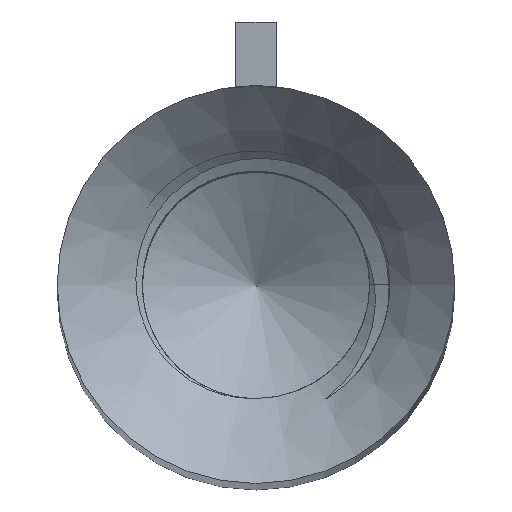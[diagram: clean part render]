
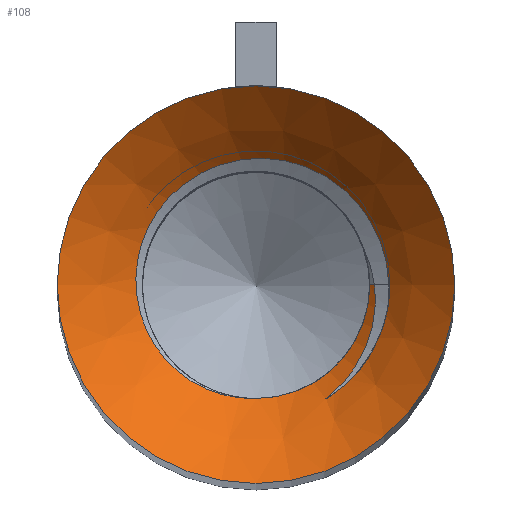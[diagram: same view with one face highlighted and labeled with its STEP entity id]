
A CAD part, top view. The second image highlights one B-rep face of the part: STEP entity #108.
In plain terms, the highlighted conical face has half-angle 45 degrees and reference radius 6.7 mm.
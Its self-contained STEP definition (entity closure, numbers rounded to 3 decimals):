
#46 = VERTEX_POINT('',#47);
#47 = CARTESIAN_POINT('',(4.9,0.,94.2));
#61 = EDGE_CURVE('',#46,#46,#62,.T.);
#62 = CIRCLE('',#63,4.9);
#63 = AXIS2_PLACEMENT_3D('',#64,#65,#66);
#64 = CARTESIAN_POINT('',(0.,0.,94.2));
#65 = DIRECTION('',(0.,0.,-1.));
#66 = DIRECTION('',(0.,1.,0.));
#108 = ADVANCED_FACE('',(#109),#229,.F.);
#109 = FACE_BOUND('',#110,.T.);
#110 = EDGE_LOOP('',(#111,#112,#120,#130,#149,#166,#174,#183,#228));
#111 = ORIENTED_EDGE('',*,*,#61,.F.);
#112 = ORIENTED_EDGE('',*,*,#113,.T.);
#113 = EDGE_CURVE('',#46,#114,#116,.T.);
#114 = VERTEX_POINT('',#115);
#115 = CARTESIAN_POINT('',(3.276,0.,
    92.576));
#116 = LINE('',#117,#118);
#117 = CARTESIAN_POINT('',(6.7,0.,96.));
#118 = VECTOR('',#119,1.);
#119 = DIRECTION('',(-0.707,0.,-0.707));
#120 = ORIENTED_EDGE('',*,*,#121,.T.);
#121 = EDGE_CURVE('',#114,#122,#124,.T.);
#122 = VERTEX_POINT('',#123);
#123 = CARTESIAN_POINT('',(3.209,-0.771,92.6
    ));
#124 = B_SPLINE_CURVE_WITH_KNOTS('',4,(#125,#126,#127,#128,#129),
  .UNSPECIFIED.,.F.,.F.,(5,5),(0.,1.),.PIECEWISE_BEZIER_KNOTS.);
#125 = CARTESIAN_POINT('',(3.276,0.,
    92.576));
#126 = CARTESIAN_POINT('',(3.282,-0.194,92.582
    ));
#127 = CARTESIAN_POINT('',(3.273,-0.388,92.588)
  );
#128 = CARTESIAN_POINT('',(3.248,-0.581,
    92.594));
#129 = CARTESIAN_POINT('',(3.209,-0.771,
    92.6));
#130 = ORIENTED_EDGE('',*,*,#131,.T.);
#131 = EDGE_CURVE('',#122,#132,#134,.T.);
#132 = VERTEX_POINT('',#133);
#133 = CARTESIAN_POINT('',(1.724,-2.814,92.6
    ));
#134 = B_SPLINE_CURVE_WITH_KNOTS('',5,(#135,#136,#137,#138,#139,#140,
    #141,#142,#143,#144,#145,#146,#147,#148),.UNSPECIFIED.,.F.,.F.,(6,4,
    4,6),(0.,0.201,0.6,1.),.UNSPECIFIED.);
#135 = CARTESIAN_POINT('',(3.209,-0.771,92.6
    ));
#136 = CARTESIAN_POINT('',(3.184,-0.872,
    92.6));
#137 = CARTESIAN_POINT('',(3.156,-0.972,92.6
    ));
#138 = CARTESIAN_POINT('',(3.124,-1.072,92.6
    ));
#139 = CARTESIAN_POINT('',(3.088,-1.169,
    92.6));
#140 = CARTESIAN_POINT('',(2.968,-1.457,
    92.6));
#141 = CARTESIAN_POINT('',(2.874,-1.641,
    92.6));
#142 = CARTESIAN_POINT('',(2.766,-1.818,
    92.6));
#143 = CARTESIAN_POINT('',(2.644,-1.986,
    92.6));
#144 = CARTESIAN_POINT('',(2.375,-2.301,
    92.6));
#145 = CARTESIAN_POINT('',(2.227,-2.448,
    92.6));
#146 = CARTESIAN_POINT('',(2.069,-2.583,
    92.6));
#147 = CARTESIAN_POINT('',(1.901,-2.705,
    92.6));
#148 = CARTESIAN_POINT('',(1.724,-2.814,92.6
    ));
#149 = ORIENTED_EDGE('',*,*,#150,.T.);
#150 = EDGE_CURVE('',#132,#151,#153,.T.);
#151 = VERTEX_POINT('',#152);
#152 = CARTESIAN_POINT('',(2.916,0.,
    92.216));
#153 = B_SPLINE_CURVE_WITH_KNOTS('',6,(#154,#155,#156,#157,#158,#159,
    #160,#161,#162,#163,#164,#165),.UNSPECIFIED.,.F.,.F.,(7,5,7),(0.,
    0.523,1.),.UNSPECIFIED.);
#154 = CARTESIAN_POINT('',(1.724,-2.814,92.6
    ));
#155 = CARTESIAN_POINT('',(1.946,-2.64,
    92.568));
#156 = CARTESIAN_POINT('',(2.15,-2.444,
    92.536));
#157 = CARTESIAN_POINT('',(2.332,-2.227,
    92.503));
#158 = CARTESIAN_POINT('',(2.49,-1.993,
    92.47));
#159 = CARTESIAN_POINT('',(2.622,-1.745,92.437
    ));
#160 = CARTESIAN_POINT('',(2.819,-1.25,92.373
    ));
#161 = CARTESIAN_POINT('',(2.889,-1.005,
    92.342));
#162 = CARTESIAN_POINT('',(2.934,-0.754,
    92.311));
#163 = CARTESIAN_POINT('',(2.954,-0.501,
    92.279));
#164 = CARTESIAN_POINT('',(2.948,-0.249,
    92.248));
#165 = CARTESIAN_POINT('',(2.916,0.,
    92.216));
#166 = ORIENTED_EDGE('',*,*,#167,.T.);
#167 = EDGE_CURVE('',#151,#168,#170,.T.);
#168 = VERTEX_POINT('',#169);
#169 = CARTESIAN_POINT('',(2.8,0.,92.1));
#170 = LINE('',#171,#172);
#171 = CARTESIAN_POINT('',(6.7,0.,96.));
#172 = VECTOR('',#173,1.);
#173 = DIRECTION('',(-0.707,0.,-0.707));
#174 = ORIENTED_EDGE('',*,*,#175,.F.);
#175 = EDGE_CURVE('',#176,#168,#178,.T.);
#176 = VERTEX_POINT('',#177);
#177 = CARTESIAN_POINT('',(0.021,-2.8,92.1));
#178 = CIRCLE('',#179,2.8);
#179 = AXIS2_PLACEMENT_3D('',#180,#181,#182);
#180 = CARTESIAN_POINT('',(0.,0.,92.1));
#181 = DIRECTION('',(0.,0.,1.));
#182 = DIRECTION('',(1.,0.,0.));
#183 = ORIENTED_EDGE('',*,*,#184,.F.);
#184 = EDGE_CURVE('',#114,#176,#185,.T.);
#185 = B_SPLINE_CURVE_WITH_KNOTS('',6,(#186,#187,#188,#189,#190,#191,
    #192,#193,#194,#195,#196,#197,#198,#199,#200,#201,#202,#203,#204,
    #205,#206,#207,#208,#209,#210,#211,#212,#213,#214,#215,#216,#217,
    #218,#219,#220,#221,#222,#223,#224,#225,#226,#227),.UNSPECIFIED.,.F.
  ,.F.,(7,5,5,5,5,5,5,5,7),(0.,0.138,0.273,
    0.403,0.529,0.651,0.77,
    0.885,1.),.UNSPECIFIED.);
#186 = CARTESIAN_POINT('',(3.276,0.,
    92.576));
#187 = CARTESIAN_POINT('',(3.266,0.334,92.566
    ));
#188 = CARTESIAN_POINT('',(3.215,0.667,92.556
    ));
#189 = CARTESIAN_POINT('',(3.123,0.992,92.545
    ));
#190 = CARTESIAN_POINT('',(2.991,1.303,92.535
    ));
#191 = CARTESIAN_POINT('',(2.823,1.594,92.524)
  );
#192 = CARTESIAN_POINT('',(2.425,2.118,92.504
    ));
#193 = CARTESIAN_POINT('',(2.198,2.354,92.494
    ));
#194 = CARTESIAN_POINT('',(1.942,2.56,92.483
    ));
#195 = CARTESIAN_POINT('',(1.663,2.733,92.473
    ));
#196 = CARTESIAN_POINT('',(1.367,2.87,92.463
    ));
#197 = CARTESIAN_POINT('',(0.76,3.065,92.442
    ));
#198 = CARTESIAN_POINT('',(0.45,3.125,92.432
    ));
#199 = CARTESIAN_POINT('',(0.135,3.148,92.422
    ));
#200 = CARTESIAN_POINT('',(-0.181,3.132,
    92.412));
#201 = CARTESIAN_POINT('',(-0.491,3.079,
    92.402));
#202 = CARTESIAN_POINT('',(-1.079,2.902,
    92.382));
#203 = CARTESIAN_POINT('',(-1.358,2.782,
    92.372));
#204 = CARTESIAN_POINT('',(-1.621,2.629,92.362
    ));
#205 = CARTESIAN_POINT('',(-1.865,2.446,
    92.352));
#206 = CARTESIAN_POINT('',(-2.084,2.237,
    92.342));
#207 = CARTESIAN_POINT('',(-2.461,1.778,
    92.322));
#208 = CARTESIAN_POINT('',(-2.622,1.53,
    92.313));
#209 = CARTESIAN_POINT('',(-2.752,1.265,
    92.303));
#210 = CARTESIAN_POINT('',(-2.85,0.986,92.293
    ));
#211 = CARTESIAN_POINT('',(-2.915,0.698,92.283)
  );
#212 = CARTESIAN_POINT('',(-2.974,0.127,
    92.264));
#213 = CARTESIAN_POINT('',(-2.971,-0.157,
    92.254));
#214 = CARTESIAN_POINT('',(-2.936,-0.44,
    92.244));
#215 = CARTESIAN_POINT('',(-2.868,-0.716,
    92.235));
#216 = CARTESIAN_POINT('',(-2.77,-0.982,
    92.225));
#217 = CARTESIAN_POINT('',(-2.517,-1.477,
    92.206));
#218 = CARTESIAN_POINT('',(-2.365,-1.707,92.196
    ));
#219 = CARTESIAN_POINT('',(-2.188,-1.919,
    92.187));
#220 = CARTESIAN_POINT('',(-1.988,-2.109,
    92.177));
#221 = CARTESIAN_POINT('',(-1.768,-2.274,
    92.167));
#222 = CARTESIAN_POINT('',(-1.298,-2.55,
    92.148));
#223 = CARTESIAN_POINT('',(-1.049,-2.66,
    92.139));
#224 = CARTESIAN_POINT('',(-0.788,-2.741,
    92.129));
#225 = CARTESIAN_POINT('',(-0.52,-2.792,
    92.119));
#226 = CARTESIAN_POINT('',(-0.249,-2.812,
    92.11));
#227 = CARTESIAN_POINT('',(0.021,-2.8,92.1));
#228 = ORIENTED_EDGE('',*,*,#113,.F.);
#229 = CONICAL_SURFACE('',#230,6.7,0.785);
#230 = AXIS2_PLACEMENT_3D('',#231,#232,#233);
#231 = CARTESIAN_POINT('',(0.,0.,96.));
#232 = DIRECTION('',(0.,0.,1.));
#233 = DIRECTION('',(1.,0.,0.));
